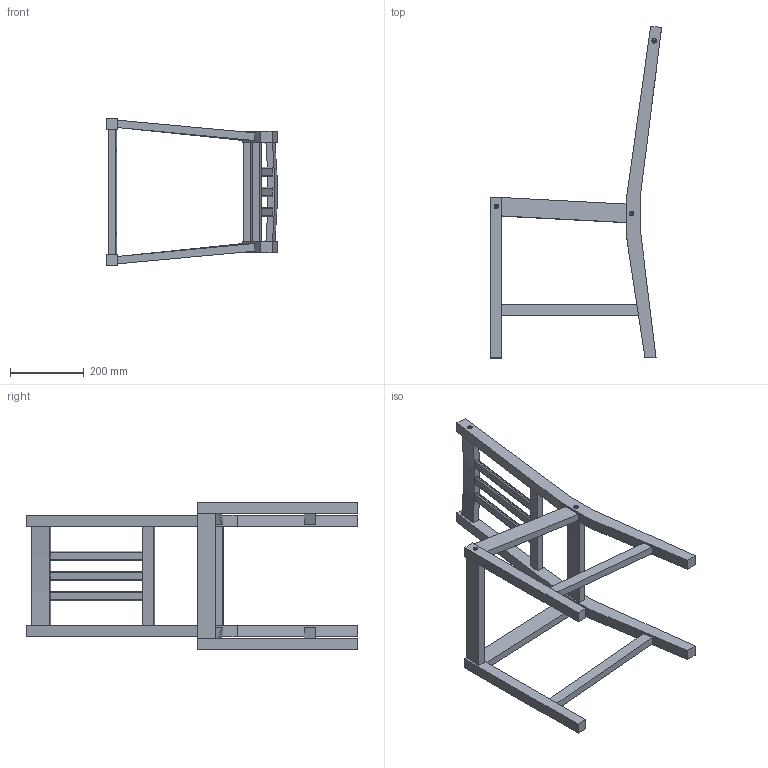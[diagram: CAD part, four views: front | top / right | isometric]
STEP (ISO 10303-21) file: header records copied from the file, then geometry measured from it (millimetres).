
FILE_DESCRIPTION (( 'STEP AP203' ), '1' );
FILE_NAME ('8page_scene_3.STEP', '2020-04-02T07:30:27', ( '' ), ( '' ), 'SwSTEP 2.0', 'SolidWorks 2014', '' );
FILE_SCHEMA (( 'CONFIG_CONTROL_DESIGN' ));
Length unit declared in the file: millimetre
Products named in the file (8): chair part2; 渠蘆 犒餌chair part5; countersunk flat head cross recess screw_iso(6ea); chair part5; chair part4; chair part3; 8page_scene_3; chair pin(14ea)
Assembly tree (25 placements, depth 2):
  8page_scene_3
    渠蘆 犒餌chair part5
    chair pin(14ea)  x14
    chair part4
    chair part5
    countersunk flat head cross recess screw_iso(6ea)  x6
    chair part3
    chair part2
Bounding box: 464.67 x 900.57 x 400 mm (x, y, z)
Volume: 4981318.1 mm3; surface area: 747274 mm2
Topology: 25 solids, 25 shells, 562 faces, 1314 edges, 838 vertices
Faces by surface type: plane 256, cylinder 166, cone 128, torus 12
Entity records: 10066 total; most frequent: DIRECTION 1640, CARTESIAN_POINT 1521, ORIENTED_EDGE 1388, EDGE_CURVE 694, AXIS2_PLACEMENT_3D 628, VERTEX_POINT 453, LINE 384, VECTOR 384
